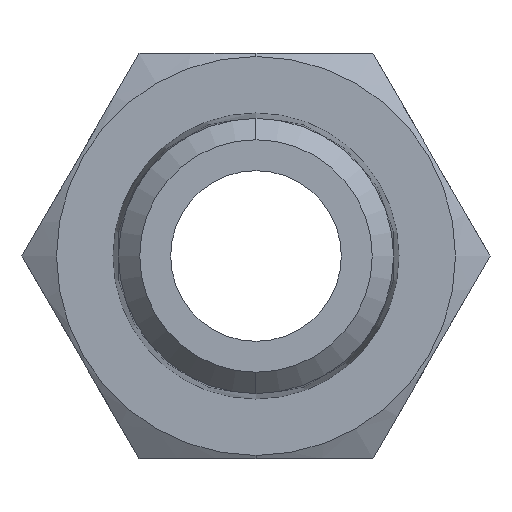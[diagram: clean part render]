
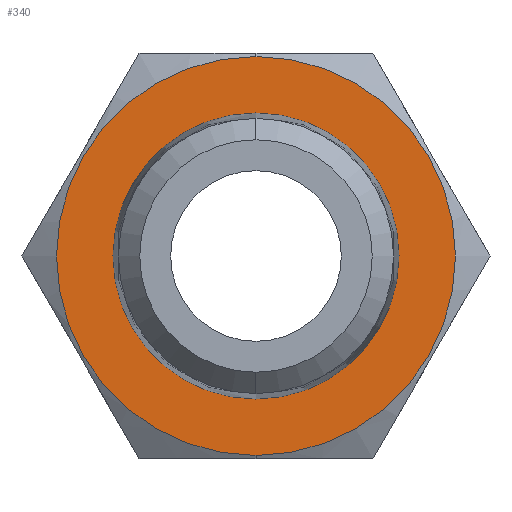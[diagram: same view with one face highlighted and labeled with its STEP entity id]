
A CAD part, front view. The second image highlights one B-rep face of the part: STEP entity #340.
In plain terms, the highlighted planar face has unit normal (0, -1, 0).
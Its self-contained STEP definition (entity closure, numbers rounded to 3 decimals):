
#54 = VERTEX_POINT ( 'NONE', #532 ) ;
#111 = VERTEX_POINT ( 'NONE', #655 ) ;
#112 = VERTEX_POINT ( 'NONE', #654 ) ;
#115 = EDGE_CURVE ( 'NONE', #112, #111, #699, .T. ) ;
#191 = EDGE_CURVE ( 'NONE', #1151, #54, #797, .T. ) ;
#248 = EDGE_CURVE ( 'NONE', #54, #1151, #1021, .T. ) ;
#306 = EDGE_LOOP ( 'NONE', ( #361, #343 ) ) ;
#329 = EDGE_LOOP ( 'NONE', ( #366, #369 ) ) ;
#340 = ADVANCED_FACE ( 'NONE', ( #1079, #1115 ), #1084, .F. ) ;
#343 = ORIENTED_EDGE ( 'NONE', *, *, #115, .F. ) ;
#345 = EDGE_CURVE ( 'NONE', #111, #112, #1122, .T. ) ;
#361 = ORIENTED_EDGE ( 'NONE', *, *, #345, .F. ) ;
#366 = ORIENTED_EDGE ( 'NONE', *, *, #248, .T. ) ;
#369 = ORIENTED_EDGE ( 'NONE', *, *, #191, .T. ) ;
#532 = CARTESIAN_POINT ( 'NONE',  ( 0., 11., 9.35 ) ) ;
#654 = CARTESIAN_POINT ( 'NONE',  ( 0., 11., -6.707 ) ) ;
#655 = CARTESIAN_POINT ( 'NONE',  ( 0., 11., 6.707 ) ) ;
#695 = DIRECTION ( 'NONE',  ( 0., 0., -1. ) ) ;
#696 = DIRECTION ( 'NONE',  ( 0., -1., 0. ) ) ;
#697 = CARTESIAN_POINT ( 'NONE',  ( 0., 11., 0. ) ) ;
#698 = AXIS2_PLACEMENT_3D ( 'NONE', #697, #696, #695 ) ;
#699 = CIRCLE ( 'NONE', #698, 6.707 ) ;
#786 = DIRECTION ( 'NONE',  ( 0., 0., 1. ) ) ;
#787 = DIRECTION ( 'NONE',  ( 0., -1., 0. ) ) ;
#788 = CARTESIAN_POINT ( 'NONE',  ( 0., 11., 0. ) ) ;
#789 = AXIS2_PLACEMENT_3D ( 'NONE', #788, #787, #786 ) ;
#797 = CIRCLE ( 'NONE', #789, 9.35 ) ;
#943 = DIRECTION ( 'NONE',  ( 0., 0., 1. ) ) ;
#945 = DIRECTION ( 'NONE',  ( 0., -1., 0. ) ) ;
#976 = CARTESIAN_POINT ( 'NONE',  ( 0., 11., 0. ) ) ;
#979 = AXIS2_PLACEMENT_3D ( 'NONE', #976, #945, #943 ) ;
#1021 = CIRCLE ( 'NONE', #979, 9.35 ) ;
#1071 = CARTESIAN_POINT ( 'NONE',  ( 6.707, 11., 0. ) ) ;
#1076 = DIRECTION ( 'NONE',  ( 0., 0., 1. ) ) ;
#1078 = AXIS2_PLACEMENT_3D ( 'NONE', #1071, #1090, #1076 ) ;
#1079 = FACE_OUTER_BOUND ( 'NONE', #329, .T. ) ;
#1084 = PLANE ( 'NONE',  #1078 ) ;
#1085 = DIRECTION ( 'NONE',  ( 0., -1., 0. ) ) ;
#1086 = CARTESIAN_POINT ( 'NONE',  ( 0., 11., 0. ) ) ;
#1087 = AXIS2_PLACEMENT_3D ( 'NONE', #1086, #1085, #1118 ) ;
#1090 = DIRECTION ( 'NONE',  ( 0., 1., 0. ) ) ;
#1115 = FACE_BOUND ( 'NONE', #306, .T. ) ;
#1118 = DIRECTION ( 'NONE',  ( 0., 0., -1. ) ) ;
#1122 = CIRCLE ( 'NONE', #1087, 6.707 ) ;
#1151 = VERTEX_POINT ( 'NONE', #1281 ) ;
#1281 = CARTESIAN_POINT ( 'NONE',  ( 0., 11., -9.35 ) ) ;
